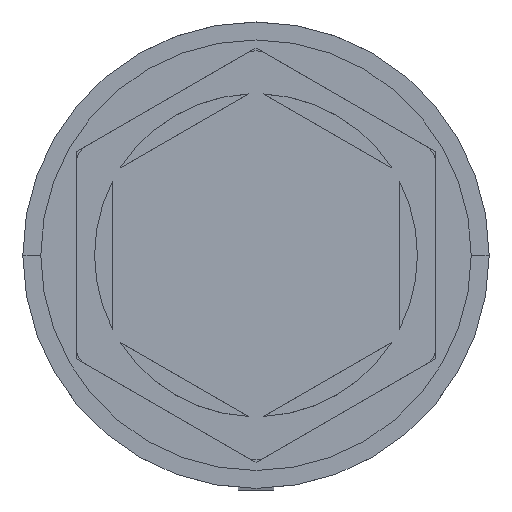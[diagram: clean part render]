
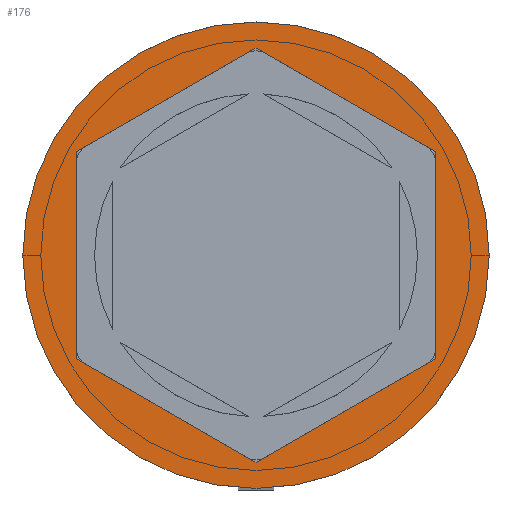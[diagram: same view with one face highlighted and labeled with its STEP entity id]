
A CAD part, top view. The second image highlights one B-rep face of the part: STEP entity #176.
In plain terms, the highlighted planar face has unit normal (0, 0, 1).
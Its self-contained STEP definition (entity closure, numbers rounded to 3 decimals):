
#17 = CARTESIAN_POINT ( 'NONE',  ( 5., -2.887, 0. ) ) ;
#48 = DIRECTION ( 'NONE',  ( 1., 0., 0. ) ) ;
#68 = CARTESIAN_POINT ( 'NONE',  ( 0., -5.774, 0. ) ) ;
#81 = EDGE_CURVE ( 'NONE', #1207, #493, #586, .T. ) ;
#176 = ADVANCED_FACE ( 'NONE', ( #926, #2258 ), #1123, .T. ) ;
#211 = AXIS2_PLACEMENT_3D ( 'NONE', #1690, #1715, #575 ) ;
#215 = CARTESIAN_POINT ( 'NONE',  ( 0., 0., 0. ) ) ;
#226 = CARTESIAN_POINT ( 'NONE',  ( 6.5, 0., 0. ) ) ;
#241 = CARTESIAN_POINT ( 'NONE',  ( 5., -2.887, 0. ) ) ;
#246 = DIRECTION ( 'NONE',  ( 1., 0., 0. ) ) ;
#291 = DIRECTION ( 'NONE',  ( 0., -1., 0. ) ) ;
#344 = ORIENTED_EDGE ( 'NONE', *, *, #911, .F. ) ;
#368 = EDGE_CURVE ( 'NONE', #819, #1391, #453, .T. ) ;
#429 = DIRECTION ( 'NONE',  ( 0.866, -0.5, 0. ) ) ;
#453 = LINE ( 'NONE', #241, #669 ) ;
#487 = CIRCLE ( 'NONE', #1682, 6.5 ) ;
#493 = VERTEX_POINT ( 'NONE', #2019 ) ;
#575 = DIRECTION ( 'NONE',  ( 1., 0., 0. ) ) ;
#586 = CIRCLE ( 'NONE', #1184, 6.5 ) ;
#640 = DIRECTION ( 'NONE',  ( 0., 1., 0. ) ) ;
#669 = VECTOR ( 'NONE', #640, 1000. ) ;
#671 = VECTOR ( 'NONE', #1794, 1000. ) ;
#698 = EDGE_LOOP ( 'NONE', ( #1291, #1791 ) ) ;
#747 = EDGE_CURVE ( 'NONE', #2116, #1181, #1968, .T. ) ;
#819 = VERTEX_POINT ( 'NONE', #17 ) ;
#861 = CARTESIAN_POINT ( 'NONE',  ( -5., 2.887, 0. ) ) ;
#887 = EDGE_CURVE ( 'NONE', #1057, #2116, #2003, .T. ) ;
#911 = EDGE_CURVE ( 'NONE', #1391, #1285, #2215, .T. ) ;
#926 = FACE_BOUND ( 'NONE', #2052, .T. ) ;
#995 = DIRECTION ( 'NONE',  ( 0., 0., 1. ) ) ;
#1013 = LINE ( 'NONE', #68, #2058 ) ;
#1021 = VECTOR ( 'NONE', #2361, 1000. ) ;
#1057 = VERTEX_POINT ( 'NONE', #1505 ) ;
#1073 = VECTOR ( 'NONE', #291, 1000. ) ;
#1123 = PLANE ( 'NONE',  #211 ) ;
#1158 = CARTESIAN_POINT ( 'NONE',  ( -5., -2.887, 0. ) ) ;
#1181 = VERTEX_POINT ( 'NONE', #1733 ) ;
#1184 = AXIS2_PLACEMENT_3D ( 'NONE', #1599, #1409, #246 ) ;
#1207 = VERTEX_POINT ( 'NONE', #226 ) ;
#1269 = CARTESIAN_POINT ( 'NONE',  ( -5., -2.887, 0. ) ) ;
#1285 = VERTEX_POINT ( 'NONE', #1989 ) ;
#1291 = ORIENTED_EDGE ( 'NONE', *, *, #81, .T. ) ;
#1385 = VECTOR ( 'NONE', #429, 1000. ) ;
#1391 = VERTEX_POINT ( 'NONE', #1400 ) ;
#1400 = CARTESIAN_POINT ( 'NONE',  ( 5., 2.887, 0. ) ) ;
#1409 = DIRECTION ( 'NONE',  ( 0., 0., 1. ) ) ;
#1421 = CARTESIAN_POINT ( 'NONE',  ( 0., 5.774, 0. ) ) ;
#1441 = CARTESIAN_POINT ( 'NONE',  ( 5., 2.887, 0. ) ) ;
#1505 = CARTESIAN_POINT ( 'NONE',  ( -5., 2.887, 0. ) ) ;
#1596 = DIRECTION ( 'NONE',  ( 0.866, 0.5, 0. ) ) ;
#1599 = CARTESIAN_POINT ( 'NONE',  ( 0., 0., 0. ) ) ;
#1653 = EDGE_CURVE ( 'NONE', #1285, #1057, #1818, .T. ) ;
#1682 = AXIS2_PLACEMENT_3D ( 'NONE', #215, #995, #48 ) ;
#1690 = CARTESIAN_POINT ( 'NONE',  ( 0., 0., 0. ) ) ;
#1712 = ORIENTED_EDGE ( 'NONE', *, *, #368, .F. ) ;
#1715 = DIRECTION ( 'NONE',  ( 0., 0., 1. ) ) ;
#1718 = ORIENTED_EDGE ( 'NONE', *, *, #1653, .F. ) ;
#1733 = CARTESIAN_POINT ( 'NONE',  ( 0., -5.774, 0. ) ) ;
#1774 = EDGE_CURVE ( 'NONE', #1181, #819, #1013, .T. ) ;
#1791 = ORIENTED_EDGE ( 'NONE', *, *, #2475, .T. ) ;
#1794 = DIRECTION ( 'NONE',  ( -0.866, 0.5, 0. ) ) ;
#1818 = LINE ( 'NONE', #1421, #1021 ) ;
#1968 = LINE ( 'NONE', #1158, #1385 ) ;
#1989 = CARTESIAN_POINT ( 'NONE',  ( 0., 5.774, 0. ) ) ;
#2003 = LINE ( 'NONE', #861, #1073 ) ;
#2019 = CARTESIAN_POINT ( 'NONE',  ( -6.5, 0., 0. ) ) ;
#2052 = EDGE_LOOP ( 'NONE', ( #344, #1712, #2442, #2310, #2164, #1718 ) ) ;
#2058 = VECTOR ( 'NONE', #1596, 1000. ) ;
#2116 = VERTEX_POINT ( 'NONE', #1269 ) ;
#2164 = ORIENTED_EDGE ( 'NONE', *, *, #887, .F. ) ;
#2215 = LINE ( 'NONE', #1441, #671 ) ;
#2258 = FACE_OUTER_BOUND ( 'NONE', #698, .T. ) ;
#2310 = ORIENTED_EDGE ( 'NONE', *, *, #747, .F. ) ;
#2361 = DIRECTION ( 'NONE',  ( -0.866, -0.5, 0. ) ) ;
#2442 = ORIENTED_EDGE ( 'NONE', *, *, #1774, .F. ) ;
#2475 = EDGE_CURVE ( 'NONE', #493, #1207, #487, .T. ) ;
